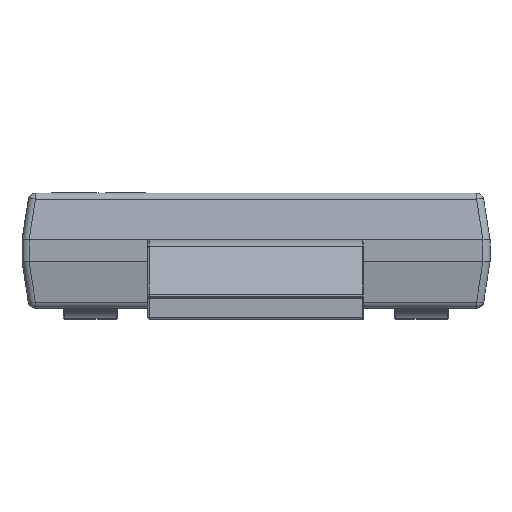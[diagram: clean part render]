
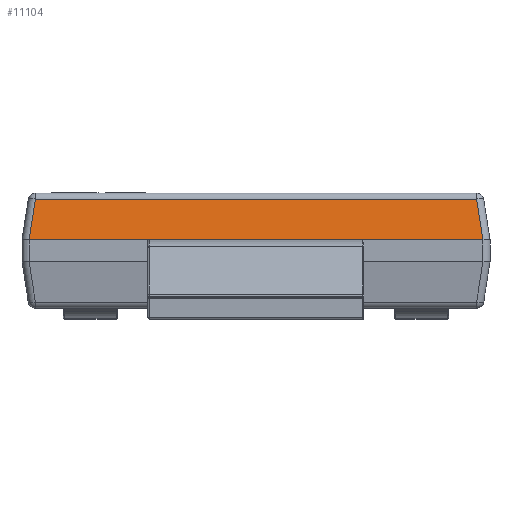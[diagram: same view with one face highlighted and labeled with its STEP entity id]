
A CAD part, left-side view. The second image highlights one B-rep face of the part: STEP entity #11104.
In plain terms, the highlighted planar face has unit normal (-0.988, 0, 0.152).
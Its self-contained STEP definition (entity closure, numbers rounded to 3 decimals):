
#267=(
BOUNDED_CURVE()
B_SPLINE_CURVE(3,(#16559,#16560,#16561,#16562),.UNSPECIFIED.,.F.,.F.)
B_SPLINE_CURVE_WITH_KNOTS((4,4),(6.272,6.283),
 .UNSPECIFIED.)
CURVE()
GEOMETRIC_REPRESENTATION_ITEM()
RATIONAL_B_SPLINE_CURVE((1.,1.,1.,1.))
REPRESENTATION_ITEM('')
);
#268=(
BOUNDED_CURVE()
B_SPLINE_CURVE(3,(#16564,#16565,#16566,#16567),.UNSPECIFIED.,.F.,.F.)
B_SPLINE_CURVE_WITH_KNOTS((4,4),(0.,0.012),.UNSPECIFIED.)
CURVE()
GEOMETRIC_REPRESENTATION_ITEM()
RATIONAL_B_SPLINE_CURVE((1.,1.,1.,1.))
REPRESENTATION_ITEM('')
);
#662=PLANE('',#11796);
#991=FACE_OUTER_BOUND('',#1658,.T.);
#1658=EDGE_LOOP('',(#7343,#7344,#7345,#7346,#7347,#7348));
#2402=LINE('',#16444,#3410);
#2436=LINE('',#16558,#3444);
#2437=LINE('',#16569,#3445);
#2438=LINE('',#16570,#3446);
#3410=VECTOR('',#12701,1.);
#3444=VECTOR('',#12767,1.);
#3445=VECTOR('',#12768,1.);
#3446=VECTOR('',#12769,1.);
#4702=VERTEX_POINT('',#16442);
#4703=VERTEX_POINT('',#16443);
#4742=VERTEX_POINT('',#16556);
#4743=VERTEX_POINT('',#16557);
#4744=VERTEX_POINT('',#16563);
#4745=VERTEX_POINT('',#16568);
#5699=EDGE_CURVE('',#4702,#4703,#2402,.T.);
#5745=EDGE_CURVE('',#4742,#4743,#2436,.T.);
#5746=EDGE_CURVE('',#4743,#4703,#267,.T.);
#5747=EDGE_CURVE('',#4702,#4744,#268,.T.);
#5748=EDGE_CURVE('',#4744,#4745,#2437,.T.);
#5749=EDGE_CURVE('',#4745,#4742,#2438,.T.);
#7343=ORIENTED_EDGE('',*,*,#5745,.T.);
#7344=ORIENTED_EDGE('',*,*,#5746,.T.);
#7345=ORIENTED_EDGE('',*,*,#5699,.F.);
#7346=ORIENTED_EDGE('',*,*,#5747,.T.);
#7347=ORIENTED_EDGE('',*,*,#5748,.T.);
#7348=ORIENTED_EDGE('',*,*,#5749,.T.);
#11104=ADVANCED_FACE('',(#991),#662,.T.);
#11796=AXIS2_PLACEMENT_3D('',#16555,#12765,#12766);
#12701=DIRECTION('',(0.,1.,0.));
#12765=DIRECTION('center_axis',(-0.988,0.,
0.152));
#12766=DIRECTION('ref_axis',(0.,1.,0.));
#12767=DIRECTION('',(-0.15,0.15,-0.977));
#12768=DIRECTION('',(0.15,0.15,0.977));
#12769=DIRECTION('',(0.,1.,0.));
#16442=CARTESIAN_POINT('',(-1.75,-3.15,1.099));
#16443=CARTESIAN_POINT('',(-1.75,3.15,1.099));
#16444=CARTESIAN_POINT('',(-1.75,3.25,1.099));
#16555=CARTESIAN_POINT('Origin',(-1.65,0.,1.749));
#16556=CARTESIAN_POINT('',(-1.663,3.064,1.665));
#16557=CARTESIAN_POINT('',(-1.75,3.151,1.099));
#16558=CARTESIAN_POINT('',(-1.581,2.982,2.198));
#16559=CARTESIAN_POINT('Ctrl Pts',(-1.75,3.151,1.099));
#16560=CARTESIAN_POINT('Ctrl Pts',(-1.75,3.151,1.099));
#16561=CARTESIAN_POINT('Ctrl Pts',(-1.75,3.15,1.099));
#16562=CARTESIAN_POINT('Ctrl Pts',(-1.75,3.15,1.099));
#16563=CARTESIAN_POINT('',(-1.75,-3.151,1.099));
#16564=CARTESIAN_POINT('Ctrl Pts',(-1.75,-3.15,1.099));
#16565=CARTESIAN_POINT('Ctrl Pts',(-1.75,-3.15,1.099));
#16566=CARTESIAN_POINT('Ctrl Pts',(-1.75,-3.151,1.099));
#16567=CARTESIAN_POINT('Ctrl Pts',(-1.75,-3.151,1.099));
#16568=CARTESIAN_POINT('',(-1.663,-3.064,1.665));
#16569=CARTESIAN_POINT('',(-1.581,-2.982,2.198));
#16570=CARTESIAN_POINT('',(-1.663,0.,1.665));
